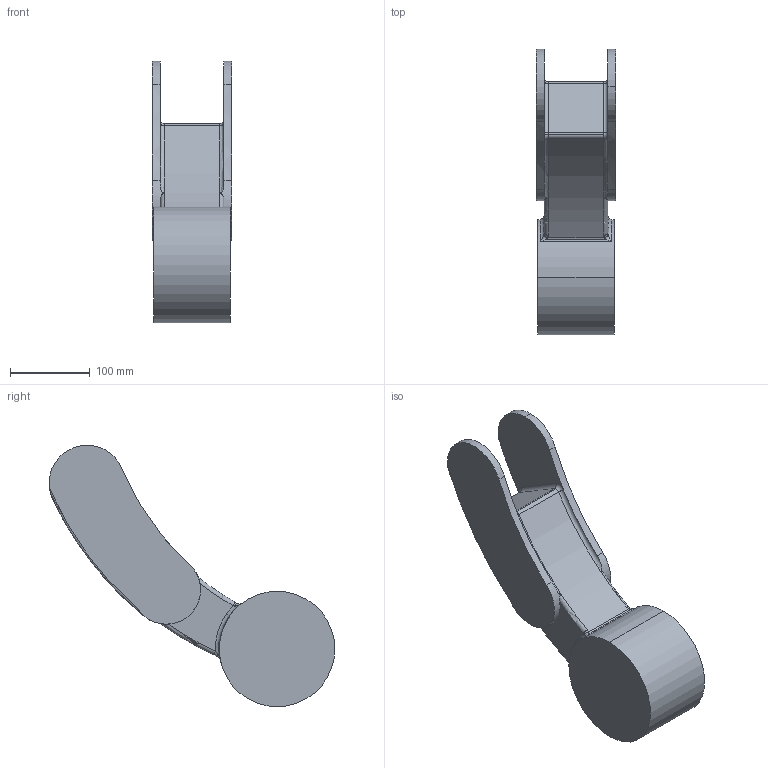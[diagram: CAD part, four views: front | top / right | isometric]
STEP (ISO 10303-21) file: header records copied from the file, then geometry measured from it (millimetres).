
FILE_DESCRIPTION (( 'STEP AP203' ), '1' );
FILE_NAME ('Link1_Default_sldprt.STEP', '2023-05-02T16:18:48', ( '' ), ( '' ), 'SwSTEP 2.0', 'SolidWorks 2020', '' );
FILE_SCHEMA (( 'CONFIG_CONTROL_DESIGN' ));
Length unit declared in the file: millimetre
Products named in the file (1): Link1_Default_sldprt
Bounding box: 100 x 358.66 x 328.32 mm (x, y, z)
Volume: 3255748.5 mm3; surface area: 191023.9 mm2
Topology: 1 solids, 1 shells, 64 faces, 156 edges, 91 vertices
Faces by surface type: cylinder 22, torus 21, plane 11, bspline 10
Entity records: 2651 total; most frequent: CARTESIAN_POINT 1151, DIRECTION 306, ORIENTED_EDGE 304, EDGE_CURVE 152, AXIS2_PLACEMENT_3D 140, VERTEX_POINT 91, CIRCLE 85, EDGE_LOOP 65
